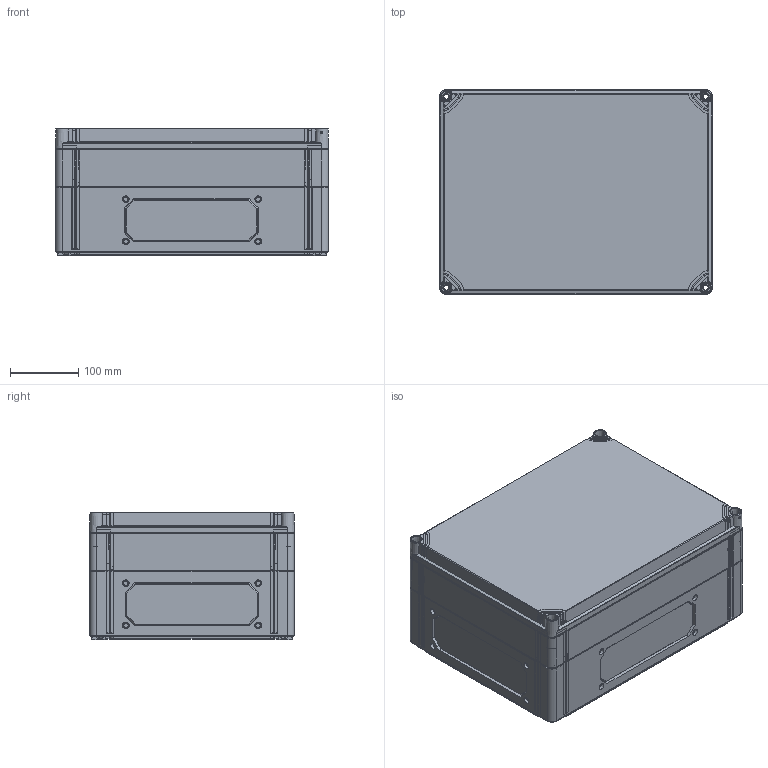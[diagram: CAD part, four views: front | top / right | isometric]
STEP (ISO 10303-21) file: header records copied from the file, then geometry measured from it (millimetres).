
FILE_DESCRIPTION((''),'2;1');
FILE_NAME('CPCF304018G_ASM','2008-12-29T',('pasi_koskela'),(''),'PRO/ENGINEER BY PARAMETRIC TECHNOLOGY CORPORATION, 2008250','PRO/ENGINEER BY PARAMETRIC TECHNOLOGY CORPORATION, 2008250','');
FILE_SCHEMA(('AUTOMOTIVE_DESIGN_CC2 { 1 2 10303 214 -1 1 5 2 }'));
Products named in the file (4): CPCF304010B; OPCG304003L; OPCP304006E; CPCF304018G_ASM
Assembly tree (3 placements, depth 2):
  CPCF304018G_ASM
    CPCF304010B
    OPCG304003L
    OPCP304006E
Bounding box: 400 x 300 x 187 mm (x, y, z)
Volume: 2115330.6 mm3; surface area: 1206125.7 mm2
Topology: 3 solids, 3 shells, 3877 faces, 10064 edges, 6349 vertices
Faces by surface type: plane 1954, cone 910, cylinder 625, torus 366, bspline 20, sphere 2
Entity records: 151016 total; most frequent: CARTESIAN_POINT 25293, ORIENTED_EDGE 20092, DIRECTION 19898, PRESENTATION_STYLE_ASSIGNMENT 10049, STYLED_ITEM 10049, CURVE_STYLE 10046, EDGE_CURVE 10046, AXIS2_PLACEMENT_3D 6975
